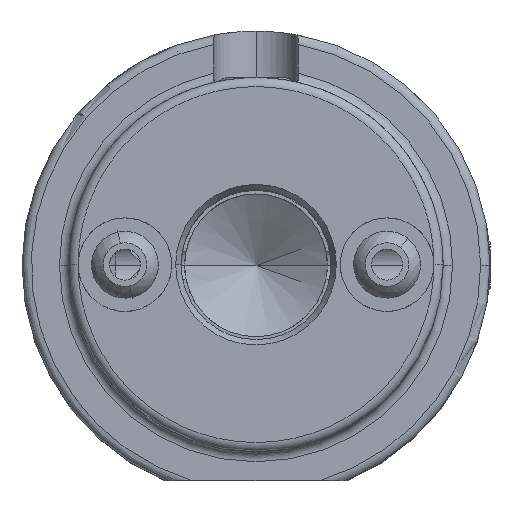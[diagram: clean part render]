
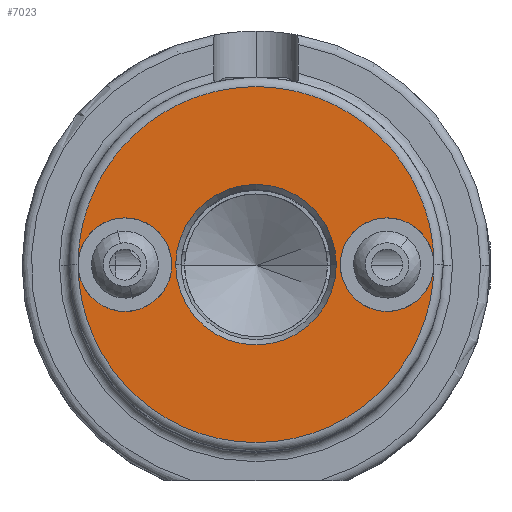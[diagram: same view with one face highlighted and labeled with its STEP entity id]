
A CAD part, top view. The second image highlights one B-rep face of the part: STEP entity #7023.
In plain terms, the highlighted planar face has unit normal (0, 0, 1).
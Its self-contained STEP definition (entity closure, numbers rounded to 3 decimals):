
#78 = ORIENTED_EDGE ( 'NONE', *, *, #8385, .T. ) ;
#193 = VERTEX_POINT ( 'NONE', #8313 ) ;
#373 = CARTESIAN_POINT ( 'NONE',  ( -69.795, -6.783, 75.76 ) ) ;
#554 = CARTESIAN_POINT ( 'NONE',  ( -42.217, -6.783, 75.76 ) ) ;
#613 = DIRECTION ( 'NONE',  ( 1., 0., 0. ) ) ;
#641 = PLANE ( 'NONE',  #6343 ) ;
#1422 = ORIENTED_EDGE ( 'NONE', *, *, #2925, .F. ) ;
#1600 = ORIENTED_EDGE ( 'NONE', *, *, #3080, .T. ) ;
#1924 = CIRCLE ( 'NONE', #3628, 8.577 ) ;
#1945 = CARTESIAN_POINT ( 'NONE',  ( -50.795, -6.783, 75.76 ) ) ;
#2237 = VERTEX_POINT ( 'NONE', #2597 ) ;
#2314 = DIRECTION ( 'NONE',  ( 0., 0., 1. ) ) ;
#2399 = CIRCLE ( 'NONE', #4153, 19. ) ;
#2595 = DIRECTION ( 'NONE',  ( 0., 0., 1. ) ) ;
#2597 = CARTESIAN_POINT ( 'NONE',  ( -59.372, -6.783, 75.76 ) ) ;
#2598 = AXIS2_PLACEMENT_3D ( 'NONE', #4197, #5466, #5400 ) ;
#2603 = DIRECTION ( 'NONE',  ( 1., 0., 0. ) ) ;
#2683 = EDGE_CURVE ( 'NONE', #2237, #3709, #1924, .T. ) ;
#2925 = EDGE_CURVE ( 'NONE', #4253, #5281, #6538, .T. ) ;
#3080 = EDGE_CURVE ( 'NONE', #3709, #2237, #3987, .T. ) ;
#3189 = VERTEX_POINT ( 'NONE', #373 ) ;
#3294 = CIRCLE ( 'NONE', #4770, 5. ) ;
#3327 = CIRCLE ( 'NONE', #3493, 5. ) ;
#3493 = AXIS2_PLACEMENT_3D ( 'NONE', #3539, #8132, #3599 ) ;
#3517 = CIRCLE ( 'NONE', #8269, 19. ) ;
#3539 = CARTESIAN_POINT ( 'NONE',  ( -36.795, -6.783, 75.76 ) ) ;
#3597 = AXIS2_PLACEMENT_3D ( 'NONE', #6971, #2314, #3735 ) ;
#3599 = DIRECTION ( 'NONE',  ( 1., 0., 0. ) ) ;
#3628 = AXIS2_PLACEMENT_3D ( 'NONE', #5892, #6510, #2603 ) ;
#3709 = VERTEX_POINT ( 'NONE', #554 ) ;
#3735 = DIRECTION ( 'NONE',  ( 1., 0., 0. ) ) ;
#3987 = CIRCLE ( 'NONE', #2598, 8.577 ) ;
#4153 = AXIS2_PLACEMENT_3D ( 'NONE', #6008, #6075, #7379 ) ;
#4197 = CARTESIAN_POINT ( 'NONE',  ( -50.795, -6.783, 75.76 ) ) ;
#4251 = EDGE_CURVE ( 'NONE', #3189, #193, #4901, .T. ) ;
#4253 = VERTEX_POINT ( 'NONE', #8261 ) ;
#4273 = CARTESIAN_POINT ( 'NONE',  ( -36.795, -6.783, 75.76 ) ) ;
#4327 = DIRECTION ( 'NONE',  ( 0., 0., 1. ) ) ;
#4554 = CARTESIAN_POINT ( 'NONE',  ( -31.795, -6.783, 75.76 ) ) ;
#4615 = ORIENTED_EDGE ( 'NONE', *, *, #8109, .F. ) ;
#4770 = AXIS2_PLACEMENT_3D ( 'NONE', #7964, #7276, #7911 ) ;
#4901 = CIRCLE ( 'NONE', #3597, 5. ) ;
#4971 = FACE_BOUND ( 'NONE', #8502, .T. ) ;
#4984 = DIRECTION ( 'NONE',  ( 1., 0., 0. ) ) ;
#5056 = EDGE_CURVE ( 'NONE', #5281, #4253, #3327, .T. ) ;
#5281 = VERTEX_POINT ( 'NONE', #4554 ) ;
#5290 = AXIS2_PLACEMENT_3D ( 'NONE', #4273, #4327, #4984 ) ;
#5400 = DIRECTION ( 'NONE',  ( 1., 0., 0. ) ) ;
#5466 = DIRECTION ( 'NONE',  ( 0., 0., -1. ) ) ;
#5865 = CARTESIAN_POINT ( 'NONE',  ( -50.795, -6.783, 75.76 ) ) ;
#5892 = CARTESIAN_POINT ( 'NONE',  ( -50.795, -6.783, 75.76 ) ) ;
#6008 = CARTESIAN_POINT ( 'NONE',  ( -50.795, -6.783, 75.76 ) ) ;
#6075 = DIRECTION ( 'NONE',  ( 0., 0., 1. ) ) ;
#6097 = FACE_OUTER_BOUND ( 'NONE', #8187, .T. ) ;
#6261 = ORIENTED_EDGE ( 'NONE', *, *, #5056, .F. ) ;
#6343 = AXIS2_PLACEMENT_3D ( 'NONE', #1945, #6531, #6607 ) ;
#6510 = DIRECTION ( 'NONE',  ( 0., 0., -1. ) ) ;
#6531 = DIRECTION ( 'NONE',  ( 0., 0., 1. ) ) ;
#6538 = CIRCLE ( 'NONE', #5290, 5. ) ;
#6562 = EDGE_CURVE ( 'NONE', #5281, #3189, #2399, .T. ) ;
#6607 = DIRECTION ( 'NONE',  ( 1., 0., 0. ) ) ;
#6781 = ORIENTED_EDGE ( 'NONE', *, *, #4251, .F. ) ;
#6868 = ORIENTED_EDGE ( 'NONE', *, *, #6562, .T. ) ;
#6934 = ORIENTED_EDGE ( 'NONE', *, *, #2683, .T. ) ;
#6971 = CARTESIAN_POINT ( 'NONE',  ( -64.795, -6.783, 75.76 ) ) ;
#7023 = ADVANCED_FACE ( 'NONE', ( #6097, #4971 ), #641, .T. ) ;
#7276 = DIRECTION ( 'NONE',  ( 0., 0., 1. ) ) ;
#7379 = DIRECTION ( 'NONE',  ( 1., 0., 0. ) ) ;
#7911 = DIRECTION ( 'NONE',  ( 1., 0., 0. ) ) ;
#7964 = CARTESIAN_POINT ( 'NONE',  ( -64.795, -6.783, 75.76 ) ) ;
#8109 = EDGE_CURVE ( 'NONE', #193, #3189, #3294, .T. ) ;
#8132 = DIRECTION ( 'NONE',  ( 0., 0., 1. ) ) ;
#8187 = EDGE_LOOP ( 'NONE', ( #78, #1422, #6261, #6868, #4615, #6781 ) ) ;
#8261 = CARTESIAN_POINT ( 'NONE',  ( -41.795, -6.783, 75.76 ) ) ;
#8269 = AXIS2_PLACEMENT_3D ( 'NONE', #5865, #2595, #613 ) ;
#8313 = CARTESIAN_POINT ( 'NONE',  ( -59.795, -6.783, 75.76 ) ) ;
#8385 = EDGE_CURVE ( 'NONE', #3189, #5281, #3517, .T. ) ;
#8502 = EDGE_LOOP ( 'NONE', ( #1600, #6934 ) ) ;
